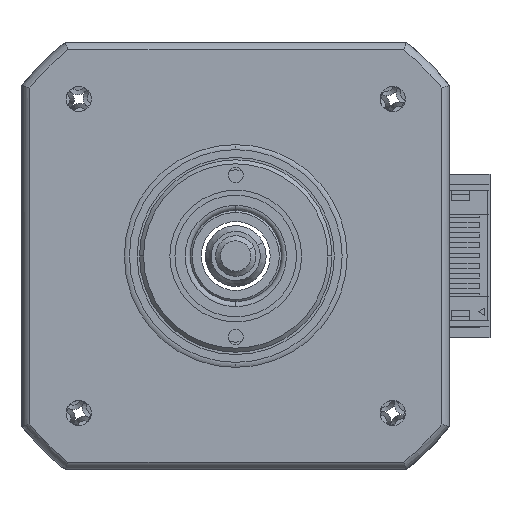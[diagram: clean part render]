
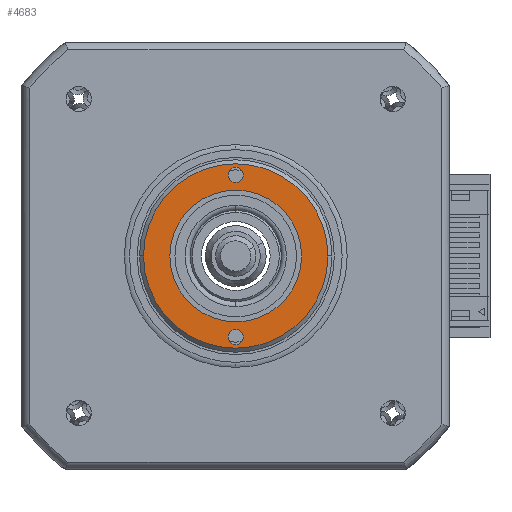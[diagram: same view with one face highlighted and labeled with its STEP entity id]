
A CAD part, left-side view. The second image highlights one B-rep face of the part: STEP entity #4683.
In plain terms, the highlighted planar face has unit normal (-1, 0, 0).
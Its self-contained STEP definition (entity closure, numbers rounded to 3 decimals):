
#13 = CARTESIAN_POINT ( 'NONE',  ( -33.923, 4.472, 56.3 ) ) ;
#14 = DIRECTION ( 'NONE',  ( 0., -1., 0. ) ) ;
#46 = AXIS2_PLACEMENT_3D ( 'NONE', #462, #6417, #1294 ) ;
#120 = AXIS2_PLACEMENT_3D ( 'NONE', #10405, #5030, #14 ) ;
#301 = ORIENTED_EDGE ( 'NONE', *, *, #8913, .T. ) ;
#380 = CARTESIAN_POINT ( 'NONE',  ( -33.923, 4.472, 40.3 ) ) ;
#462 = CARTESIAN_POINT ( 'NONE',  ( -33.923, 4.472, 48.3 ) ) ;
#479 = CIRCLE ( 'NONE', #7193, 6.5 ) ;
#560 = FACE_BOUND ( 'NONE', #4845, .T. ) ;
#577 = DIRECTION ( 'NONE',  ( -1., 0., 0. ) ) ;
#836 = DIRECTION ( 'NONE',  ( 0., -1., 0. ) ) ;
#1101 = VERTEX_POINT ( 'NONE', #2886 ) ;
#1294 = DIRECTION ( 'NONE',  ( 0., 1., 0. ) ) ;
#1417 = CARTESIAN_POINT ( 'NONE',  ( -33.923, 5.222, 40.3 ) ) ;
#1441 = EDGE_LOOP ( 'NONE', ( #301, #9200 ) ) ;
#1730 = VERTEX_POINT ( 'NONE', #6986 ) ;
#2444 = AXIS2_PLACEMENT_3D ( 'NONE', #10076, #4686, #10951 ) ;
#2590 = DIRECTION ( 'NONE',  ( 1., 0., 0. ) ) ;
#2694 = EDGE_CURVE ( 'NONE', #8410, #6536, #3200, .T. ) ;
#2819 = AXIS2_PLACEMENT_3D ( 'NONE', #13, #5914, #836 ) ;
#2845 = DIRECTION ( 'NONE',  ( -1., 0., 0. ) ) ;
#2886 = CARTESIAN_POINT ( 'NONE',  ( -33.923, -4.628, 48.3 ) ) ;
#3063 = EDGE_CURVE ( 'NONE', #8150, #1101, #7748, .T. ) ;
#3200 = CIRCLE ( 'NONE', #10153, 0.75 ) ;
#3330 = ORIENTED_EDGE ( 'NONE', *, *, #4271, .F. ) ;
#3544 = ORIENTED_EDGE ( 'NONE', *, *, #10333, .F. ) ;
#3852 = EDGE_LOOP ( 'NONE', ( #5591, #10609 ) ) ;
#4078 = AXIS2_PLACEMENT_3D ( 'NONE', #5642, #577, #6539 ) ;
#4190 = VERTEX_POINT ( 'NONE', #5650 ) ;
#4271 = EDGE_CURVE ( 'NONE', #4431, #10640, #8428, .T. ) ;
#4431 = VERTEX_POINT ( 'NONE', #5212 ) ;
#4539 = EDGE_CURVE ( 'NONE', #6536, #8410, #11174, .T. ) ;
#4608 = EDGE_CURVE ( 'NONE', #1101, #8150, #5583, .T. ) ;
#4678 = CARTESIAN_POINT ( 'NONE',  ( -33.923, 3.722, 56.3 ) ) ;
#4683 = ADVANCED_FACE ( 'NONE', ( #9530, #560, #7137, #7427 ), #5665, .F. ) ;
#4686 = DIRECTION ( 'NONE',  ( 1., 0., 0. ) ) ;
#4772 = DIRECTION ( 'NONE',  ( 1., 0., 0. ) ) ;
#4845 = EDGE_LOOP ( 'NONE', ( #7957, #8521 ) ) ;
#5030 = DIRECTION ( 'NONE',  ( -1., 0., 0. ) ) ;
#5099 = AXIS2_PLACEMENT_3D ( 'NONE', #6573, #4772, #7488 ) ;
#5181 = CIRCLE ( 'NONE', #120, 0.75 ) ;
#5212 = CARTESIAN_POINT ( 'NONE',  ( -33.923, 5.222, 56.3 ) ) ;
#5583 = CIRCLE ( 'NONE', #46, 9.1 ) ;
#5591 = ORIENTED_EDGE ( 'NONE', *, *, #3063, .T. ) ;
#5642 = CARTESIAN_POINT ( 'NONE',  ( -33.923, 4.472, 48.3 ) ) ;
#5650 = CARTESIAN_POINT ( 'NONE',  ( -33.923, -2.028, 48.3 ) ) ;
#5665 = PLANE ( 'NONE',  #5099 ) ;
#5914 = DIRECTION ( 'NONE',  ( -1., 0., 0. ) ) ;
#6417 = DIRECTION ( 'NONE',  ( -1., 0., 0. ) ) ;
#6536 = VERTEX_POINT ( 'NONE', #1417 ) ;
#6539 = DIRECTION ( 'NONE',  ( 0., 1., 0. ) ) ;
#6573 = CARTESIAN_POINT ( 'NONE',  ( -33.923, 4.472, 48.3 ) ) ;
#6986 = CARTESIAN_POINT ( 'NONE',  ( -33.923, 10.972, 48.3 ) ) ;
#7137 = FACE_BOUND ( 'NONE', #9088, .T. ) ;
#7193 = AXIS2_PLACEMENT_3D ( 'NONE', #7832, #2590, #8751 ) ;
#7343 = DIRECTION ( 'NONE',  ( -1., 0., 0. ) ) ;
#7427 = FACE_BOUND ( 'NONE', #1441, .T. ) ;
#7488 = DIRECTION ( 'NONE',  ( 0., 1., 0. ) ) ;
#7741 = CARTESIAN_POINT ( 'NONE',  ( -33.923, 13.572, 48.3 ) ) ;
#7748 = CIRCLE ( 'NONE', #4078, 9.1 ) ;
#7752 = CIRCLE ( 'NONE', #2444, 6.5 ) ;
#7832 = CARTESIAN_POINT ( 'NONE',  ( -33.923, 4.472, 48.3 ) ) ;
#7957 = ORIENTED_EDGE ( 'NONE', *, *, #2694, .F. ) ;
#8117 = CARTESIAN_POINT ( 'NONE',  ( -33.923, 4.472, 40.3 ) ) ;
#8150 = VERTEX_POINT ( 'NONE', #7741 ) ;
#8410 = VERTEX_POINT ( 'NONE', #10515 ) ;
#8428 = CIRCLE ( 'NONE', #2819, 0.75 ) ;
#8521 = ORIENTED_EDGE ( 'NONE', *, *, #4539, .F. ) ;
#8751 = DIRECTION ( 'NONE',  ( 0., 1., 0. ) ) ;
#8913 = EDGE_CURVE ( 'NONE', #4190, #1730, #479, .T. ) ;
#9017 = DIRECTION ( 'NONE',  ( 0., -1., 0. ) ) ;
#9088 = EDGE_LOOP ( 'NONE', ( #3544, #3330 ) ) ;
#9159 = EDGE_CURVE ( 'NONE', #1730, #4190, #7752, .T. ) ;
#9200 = ORIENTED_EDGE ( 'NONE', *, *, #9159, .T. ) ;
#9237 = AXIS2_PLACEMENT_3D ( 'NONE', #8117, #2845, #9017 ) ;
#9530 = FACE_OUTER_BOUND ( 'NONE', #3852, .T. ) ;
#10076 = CARTESIAN_POINT ( 'NONE',  ( -33.923, 4.472, 48.3 ) ) ;
#10153 = AXIS2_PLACEMENT_3D ( 'NONE', #380, #7343, #10964 ) ;
#10333 = EDGE_CURVE ( 'NONE', #10640, #4431, #5181, .T. ) ;
#10405 = CARTESIAN_POINT ( 'NONE',  ( -33.923, 4.472, 56.3 ) ) ;
#10515 = CARTESIAN_POINT ( 'NONE',  ( -33.923, 3.722, 40.3 ) ) ;
#10609 = ORIENTED_EDGE ( 'NONE', *, *, #4608, .T. ) ;
#10640 = VERTEX_POINT ( 'NONE', #4678 ) ;
#10951 = DIRECTION ( 'NONE',  ( 0., 1., 0. ) ) ;
#10964 = DIRECTION ( 'NONE',  ( 0., -1., 0. ) ) ;
#11174 = CIRCLE ( 'NONE', #9237, 0.75 ) ;
